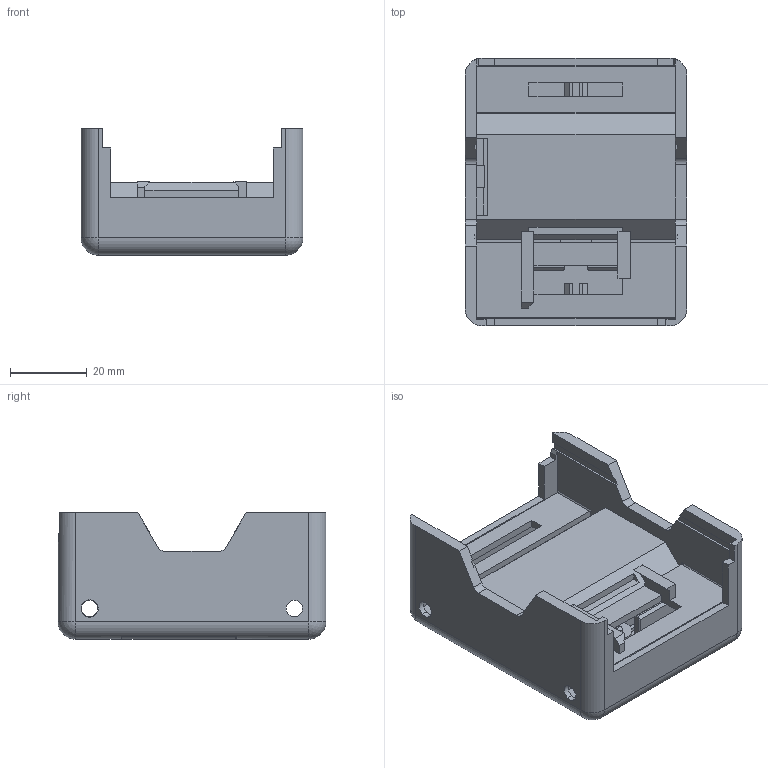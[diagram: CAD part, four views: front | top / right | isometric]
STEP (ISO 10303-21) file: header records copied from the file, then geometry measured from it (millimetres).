
FILE_DESCRIPTION(/* description */ (''),/* implementation_level */ '2;1');
FILE_NAME(/* name */ 'chasis-4wd-14500.step',/* time_stamp */ '2021-09-15T21:08:34+03:00',/* author */ (''),/* organization */ (''),/* preprocessor_version */ 'ST-DEVELOPER v18.1',/* originating_system */ 'Autodesk Translation Framework v10.10.0.1391',/* authorisation */ '');
FILE_SCHEMA (('AUTOMOTIVE_DESIGN { 1 0 10303 214 3 1 1 }'));
Length unit declared in the file: millimetre
Products named in the file (1): chasis-4wd-14500
Bounding box: 58 x 70 x 33 mm (x, y, z)
Volume: 32034 mm3; surface area: 31856.3 mm2
Topology: 5 solids, 5 shells, 303 faces, 833 edges, 546 vertices
Faces by surface type: plane 271, cylinder 24, bspline 4, sphere 4
Full cylindrical faces by diameter (mm): 2.9 x1, 3.5 x1, 4.3 x1
Entity records: 9599 total; most frequent: CARTESIAN_POINT 1794, ORIENTED_EDGE 1666, DIRECTION 1483, EDGE_CURVE 833, LINE 765, VECTOR 765, VERTEX_POINT 546, AXIS2_PLACEMENT_3D 359
